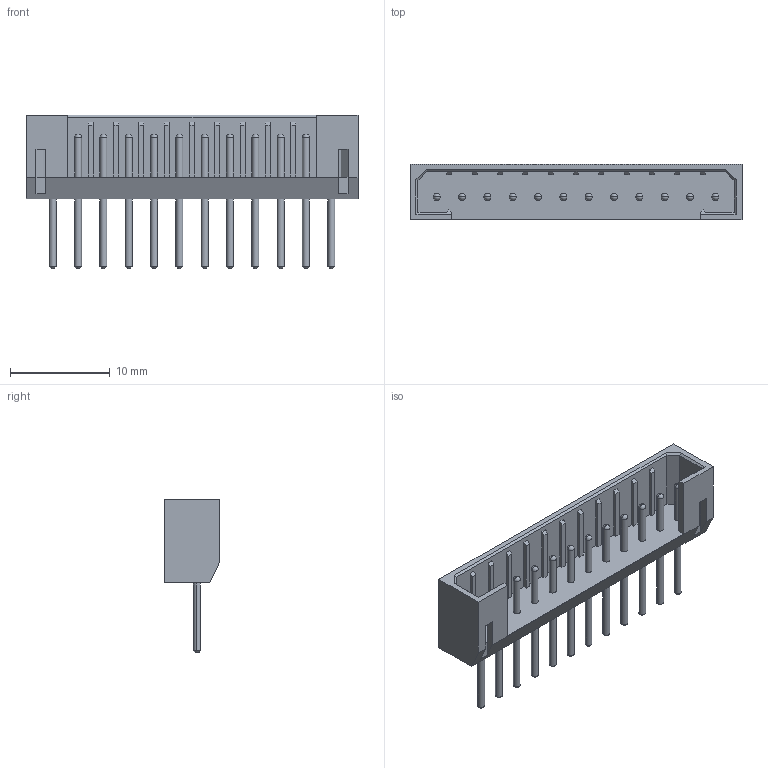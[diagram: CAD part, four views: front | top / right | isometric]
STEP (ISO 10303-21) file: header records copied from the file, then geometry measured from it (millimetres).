
FILE_DESCRIPTION (( 'STEP AP214' ), '1' );
FILE_NAME ('F3JL35-S12SD000-01-REF .STEP', '2026-04-22T03:24:51', ( '' ), ( '' ), 'SwSTEP 2.0', 'SolidWorks 2021', '' );
FILE_SCHEMA (( 'AUTOMOTIVE_DESIGN' ));
Length unit declared in the file: millimetre
Products named in the file (1): F3JL35-S12SD000-01-REF 
Bounding box: 33.3 x 5.6 x 15.4 mm (x, y, z)
Volume: 668 mm3; surface area: 1457.3 mm2
Topology: 1 solids, 1 shells, 188 faces, 500 edges, 310 vertices
Faces by surface type: plane 92, cylinder 48, sphere 24, cone 24
Entity records: 5474 total; most frequent: DIRECTION 974, CARTESIAN_POINT 927, ORIENTED_EDGE 904, EDGE_CURVE 452, AXIS2_PLACEMENT_3D 333, LINE 308, VECTOR 308, VERTEX_POINT 286
